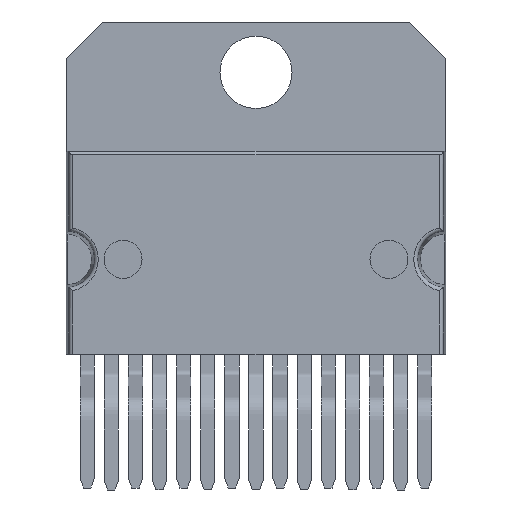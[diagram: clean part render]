
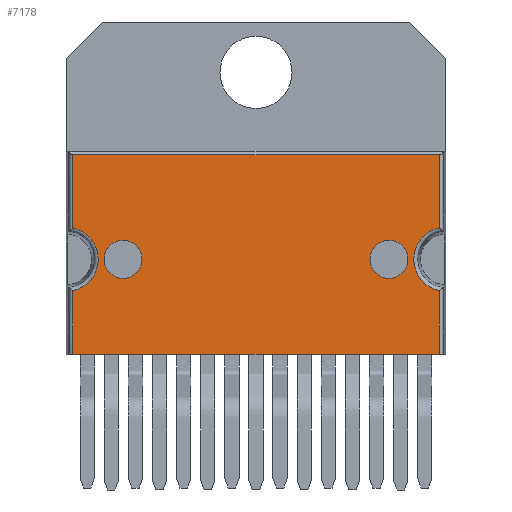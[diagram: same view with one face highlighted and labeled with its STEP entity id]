
A CAD part, front view. The second image highlights one B-rep face of the part: STEP entity #7178.
In plain terms, the highlighted planar face has unit normal (0, -1, 0).
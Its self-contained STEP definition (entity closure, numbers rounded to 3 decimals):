
#36 = AXIS2_PLACEMENT_3D ( 'NONE', #5074, #2169, #4418 ) ;
#221 = VECTOR ( 'NONE', #8963, 1000. ) ;
#388 = DIRECTION ( 'NONE',  ( 0., 1., 0. ) ) ;
#546 = CARTESIAN_POINT ( 'NONE',  ( 9.65, -4.5, 9.803 ) ) ;
#619 = CARTESIAN_POINT ( 'NONE',  ( 0., -4.5, 0. ) ) ;
#764 = ORIENTED_EDGE ( 'NONE', *, *, #3583, .T. ) ;
#831 = VERTEX_POINT ( 'NONE', #8270 ) ;
#1004 = AXIS2_PLACEMENT_3D ( 'NONE', #619, #6563, #2027 ) ;
#1075 = CARTESIAN_POINT ( 'NONE',  ( 0., -4.5, 3.15 ) ) ;
#1085 = ORIENTED_EDGE ( 'NONE', *, *, #1625, .T. ) ;
#1182 = CIRCLE ( 'NONE', #1190, 1.69 ) ;
#1190 = AXIS2_PLACEMENT_3D ( 'NONE', #5783, #5070, #8041 ) ;
#1206 = EDGE_LOOP ( 'NONE', ( #9343, #1767 ) ) ;
#1234 = VERTEX_POINT ( 'NONE', #546 ) ;
#1450 = EDGE_LOOP ( 'NONE', ( #8800, #2358 ) ) ;
#1525 = CARTESIAN_POINT ( 'NONE',  ( 9.65, -4.5, 13.65 ) ) ;
#1533 = LINE ( 'NONE', #2322, #2500 ) ;
#1597 = EDGE_CURVE ( 'NONE', #2718, #5012, #7145, .T. ) ;
#1625 = EDGE_CURVE ( 'NONE', #2609, #4625, #5272, .T. ) ;
#1632 = CARTESIAN_POINT ( 'NONE',  ( -7., -4.5, 9.15 ) ) ;
#1685 = LINE ( 'NONE', #2480, #3930 ) ;
#1696 = CARTESIAN_POINT ( 'NONE',  ( 7., -4.5, 8.15 ) ) ;
#1720 = EDGE_CURVE ( 'NONE', #4625, #4749, #1533, .T. ) ;
#1767 = ORIENTED_EDGE ( 'NONE', *, *, #8451, .T. ) ;
#1776 = DIRECTION ( 'NONE',  ( 0., 0., 1. ) ) ;
#1794 = CIRCLE ( 'NONE', #2420, 1. ) ;
#1799 = DIRECTION ( 'NONE',  ( 0., 1., 0. ) ) ;
#2027 = DIRECTION ( 'NONE',  ( 0., 0., 1. ) ) ;
#2079 = CARTESIAN_POINT ( 'NONE',  ( 7., -4.5, 7.15 ) ) ;
#2169 = DIRECTION ( 'NONE',  ( 0., 1., 0. ) ) ;
#2175 = DIRECTION ( 'NONE',  ( 0., 0., 1. ) ) ;
#2224 = CARTESIAN_POINT ( 'NONE',  ( -7., -4.5, 8.15 ) ) ;
#2322 = CARTESIAN_POINT ( 'NONE',  ( -9.65, -4.5, 0. ) ) ;
#2358 = ORIENTED_EDGE ( 'NONE', *, *, #1597, .T. ) ;
#2420 = AXIS2_PLACEMENT_3D ( 'NONE', #3397, #388, #1776 ) ;
#2480 = CARTESIAN_POINT ( 'NONE',  ( -9.843, -4.5, 13.65 ) ) ;
#2500 = VECTOR ( 'NONE', #3880, 1000. ) ;
#2609 = VERTEX_POINT ( 'NONE', #5497 ) ;
#2718 = VERTEX_POINT ( 'NONE', #1632 ) ;
#2777 = VERTEX_POINT ( 'NONE', #6416 ) ;
#2782 = ORIENTED_EDGE ( 'NONE', *, *, #4565, .T. ) ;
#2807 = FACE_BOUND ( 'NONE', #1206, .T. ) ;
#2856 = DIRECTION ( 'NONE',  ( 0., 1., 0. ) ) ;
#2962 = CARTESIAN_POINT ( 'NONE',  ( -7., -4.5, 7.15 ) ) ;
#3051 = ORIENTED_EDGE ( 'NONE', *, *, #1720, .T. ) ;
#3218 = EDGE_CURVE ( 'NONE', #4749, #831, #7635, .T. ) ;
#3226 = DIRECTION ( 'NONE',  ( 1., 0., 0. ) ) ;
#3397 = CARTESIAN_POINT ( 'NONE',  ( -7., -4.5, 8.15 ) ) ;
#3583 = EDGE_CURVE ( 'NONE', #5115, #9219, #1685, .T. ) ;
#3592 = CARTESIAN_POINT ( 'NONE',  ( 7., -4.5, 9.15 ) ) ;
#3646 = CARTESIAN_POINT ( 'NONE',  ( 7., -4.5, 8.15 ) ) ;
#3673 = CARTESIAN_POINT ( 'NONE',  ( -9.65, -4.5, 13.65 ) ) ;
#3760 = CARTESIAN_POINT ( 'NONE',  ( 9.65, -4.5, 13.65 ) ) ;
#3859 = DIRECTION ( 'NONE',  ( 0., 0., 1. ) ) ;
#3875 = ORIENTED_EDGE ( 'NONE', *, *, #8951, .T. ) ;
#3880 = DIRECTION ( 'NONE',  ( 0., 0., -1. ) ) ;
#3930 = VECTOR ( 'NONE', #5411, 1000. ) ;
#4218 = AXIS2_PLACEMENT_3D ( 'NONE', #2224, #2856, #8045 ) ;
#4231 = CARTESIAN_POINT ( 'NONE',  ( -9.65, -4.5, 0. ) ) ;
#4309 = EDGE_CURVE ( 'NONE', #1234, #5115, #4634, .T. ) ;
#4343 = ORIENTED_EDGE ( 'NONE', *, *, #3218, .T. ) ;
#4418 = DIRECTION ( 'NONE',  ( 0., 0., 1. ) ) ;
#4565 = EDGE_CURVE ( 'NONE', #831, #2777, #5836, .T. ) ;
#4625 = VERTEX_POINT ( 'NONE', #6864 ) ;
#4634 = LINE ( 'NONE', #1525, #221 ) ;
#4749 = VERTEX_POINT ( 'NONE', #5870 ) ;
#5012 = VERTEX_POINT ( 'NONE', #2962 ) ;
#5070 = DIRECTION ( 'NONE',  ( 0., 1., 0. ) ) ;
#5074 = CARTESIAN_POINT ( 'NONE',  ( -10., -4.5, 8.15 ) ) ;
#5115 = VERTEX_POINT ( 'NONE', #3760 ) ;
#5130 = DIRECTION ( 'NONE',  ( 0., 1., 0. ) ) ;
#5263 = EDGE_CURVE ( 'NONE', #6695, #7194, #6325, .T. ) ;
#5272 = CIRCLE ( 'NONE', #36, 1.69 ) ;
#5411 = DIRECTION ( 'NONE',  ( -1., 0., 0. ) ) ;
#5497 = CARTESIAN_POINT ( 'NONE',  ( -9.65, -4.5, 9.803 ) ) ;
#5644 = EDGE_CURVE ( 'NONE', #9219, #2609, #6238, .T. ) ;
#5783 = CARTESIAN_POINT ( 'NONE',  ( 10., -4.5, 8.15 ) ) ;
#5836 = LINE ( 'NONE', #8829, #7176 ) ;
#5870 = CARTESIAN_POINT ( 'NONE',  ( -9.65, -4.5, 3.15 ) ) ;
#6238 = LINE ( 'NONE', #4231, #7273 ) ;
#6325 = CIRCLE ( 'NONE', #6483, 1. ) ;
#6372 = DIRECTION ( 'NONE',  ( 0., 0., -1. ) ) ;
#6416 = CARTESIAN_POINT ( 'NONE',  ( 9.65, -4.5, 6.497 ) ) ;
#6483 = AXIS2_PLACEMENT_3D ( 'NONE', #1696, #1799, #3859 ) ;
#6518 = FACE_BOUND ( 'NONE', #1450, .T. ) ;
#6563 = DIRECTION ( 'NONE',  ( 0., 1., 0. ) ) ;
#6695 = VERTEX_POINT ( 'NONE', #2079 ) ;
#6864 = CARTESIAN_POINT ( 'NONE',  ( -9.65, -4.5, 6.497 ) ) ;
#7145 = CIRCLE ( 'NONE', #4218, 1. ) ;
#7176 = VECTOR ( 'NONE', #2175, 1000. ) ;
#7178 = ADVANCED_FACE ( 'NONE', ( #6518, #2807, #7954 ), #8044, .F. ) ;
#7194 = VERTEX_POINT ( 'NONE', #3592 ) ;
#7273 = VECTOR ( 'NONE', #6372, 1000. ) ;
#7635 = LINE ( 'NONE', #1075, #7784 ) ;
#7784 = VECTOR ( 'NONE', #3226, 1000. ) ;
#7954 = FACE_OUTER_BOUND ( 'NONE', #8998, .T. ) ;
#8041 = DIRECTION ( 'NONE',  ( 0., 0., 1. ) ) ;
#8044 = PLANE ( 'NONE',  #1004 ) ;
#8045 = DIRECTION ( 'NONE',  ( 0., 0., 1. ) ) ;
#8110 = DIRECTION ( 'NONE',  ( 0., 0., 1. ) ) ;
#8270 = CARTESIAN_POINT ( 'NONE',  ( 9.65, -4.5, 3.15 ) ) ;
#8451 = EDGE_CURVE ( 'NONE', #7194, #6695, #9238, .T. ) ;
#8669 = EDGE_CURVE ( 'NONE', #5012, #2718, #1794, .T. ) ;
#8800 = ORIENTED_EDGE ( 'NONE', *, *, #8669, .T. ) ;
#8829 = CARTESIAN_POINT ( 'NONE',  ( 9.65, -4.5, 6.658 ) ) ;
#8939 = AXIS2_PLACEMENT_3D ( 'NONE', #3646, #5130, #8110 ) ;
#8951 = EDGE_CURVE ( 'NONE', #2777, #1234, #1182, .T. ) ;
#8963 = DIRECTION ( 'NONE',  ( 0., 0., 1. ) ) ;
#8998 = EDGE_LOOP ( 'NONE', ( #3875, #9272, #764, #9211, #1085, #3051, #4343, #2782 ) ) ;
#9211 = ORIENTED_EDGE ( 'NONE', *, *, #5644, .T. ) ;
#9219 = VERTEX_POINT ( 'NONE', #3673 ) ;
#9238 = CIRCLE ( 'NONE', #8939, 1. ) ;
#9272 = ORIENTED_EDGE ( 'NONE', *, *, #4309, .T. ) ;
#9343 = ORIENTED_EDGE ( 'NONE', *, *, #5263, .T. ) ;
